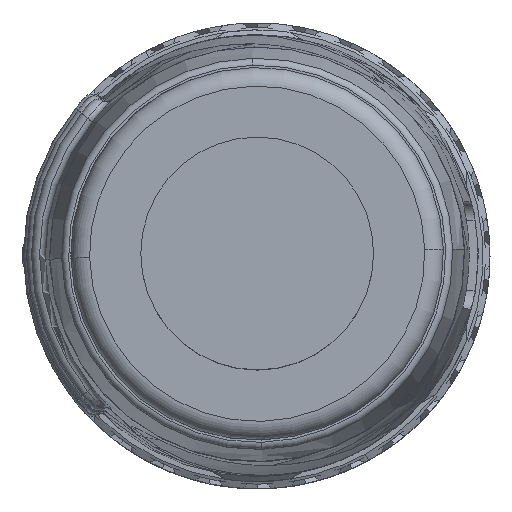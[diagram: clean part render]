
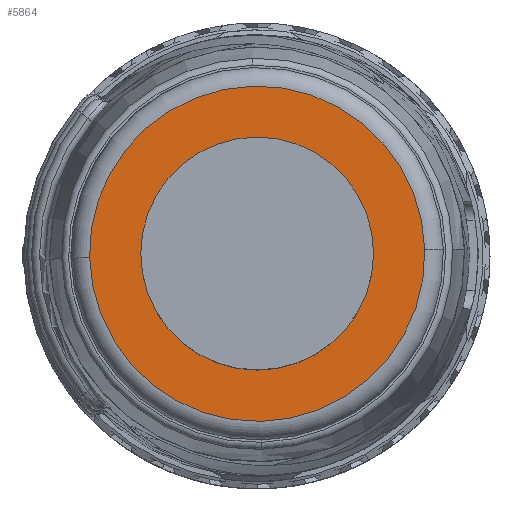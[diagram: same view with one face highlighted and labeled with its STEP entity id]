
A CAD part, top view. The second image highlights one B-rep face of the part: STEP entity #5864.
In plain terms, the highlighted planar face has unit normal (0, 0, 1).
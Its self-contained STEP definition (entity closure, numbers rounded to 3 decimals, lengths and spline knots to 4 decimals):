
#1634=CARTESIAN_POINT('',(0.,0.,23.));
#1635=DIRECTION('',(0.,0.,-1.));
#1636=DIRECTION('',(1.,0.024,0.));
#1637=AXIS2_PLACEMENT_3D('',#1634,#1635,#1636);
#1639=CARTESIAN_POINT('',(0.,0.,23.));
#1640=DIRECTION('',(0.,0.,-1.));
#1641=DIRECTION('',(-1.,-0.024,0.));
#1642=AXIS2_PLACEMENT_3D('',#1639,#1640,#1641);
#1644=CARTESIAN_POINT('',(0.,0.,23.));
#1645=DIRECTION('',(0.,0.,1.));
#1646=DIRECTION('',(0.,1.,0.));
#1647=AXIS2_PLACEMENT_3D('',#1644,#1645,#1646);
#1649=CARTESIAN_POINT('',(0.,0.,23.));
#1650=DIRECTION('',(0.,0.,1.));
#1651=DIRECTION('',(0.,-1.,0.));
#1652=AXIS2_PLACEMENT_3D('',#1649,#1650,#1651);
#3090=CARTESIAN_POINT('',(3.599,0.0849,23.));
#3091=CARTESIAN_POINT('',(-3.599,-0.0849,23.));
#3092=VERTEX_POINT('',#3090);
#3093=VERTEX_POINT('',#3091);
#3654=CARTESIAN_POINT('',(0.,2.5,23.));
#3655=CARTESIAN_POINT('',(0.,-2.5,23.));
#3656=VERTEX_POINT('',#3654);
#3657=VERTEX_POINT('',#3655);
#5849=CARTESIAN_POINT('',(0.,0.,23.));
#5850=DIRECTION('',(0.,0.,-1.));
#5851=DIRECTION('',(1.,0.,0.));
#5852=AXIS2_PLACEMENT_3D('',#5849,#5850,#5851);
#5853=PLANE('',#5852);
#5854=ORIENTED_EDGE('',*,*,#5837,.T.);
#5855=ORIENTED_EDGE('',*,*,#5817,.T.);
#5856=EDGE_LOOP('',(#5854,#5855));
#5857=FACE_OUTER_BOUND('',#5856,.F.);
#5859=ORIENTED_EDGE('',*,*,#5858,.T.);
#5861=ORIENTED_EDGE('',*,*,#5860,.T.);
#5862=EDGE_LOOP('',(#5859,#5861));
#5863=FACE_BOUND('',#5862,.F.);
#1638=CIRCLE('',#1637,3.6);
#1643=CIRCLE('',#1642,3.6);
#1648=CIRCLE('',#1647,2.5);
#1653=CIRCLE('',#1652,2.5);
#5817=EDGE_CURVE('',#3093,#3092,#1643,.T.);
#5837=EDGE_CURVE('',#3092,#3093,#1638,.T.);
#5858=EDGE_CURVE('',#3656,#3657,#1648,.T.);
#5860=EDGE_CURVE('',#3657,#3656,#1653,.T.);
#5864=ADVANCED_FACE('',(#5857,#5863),#5853,.F.);
